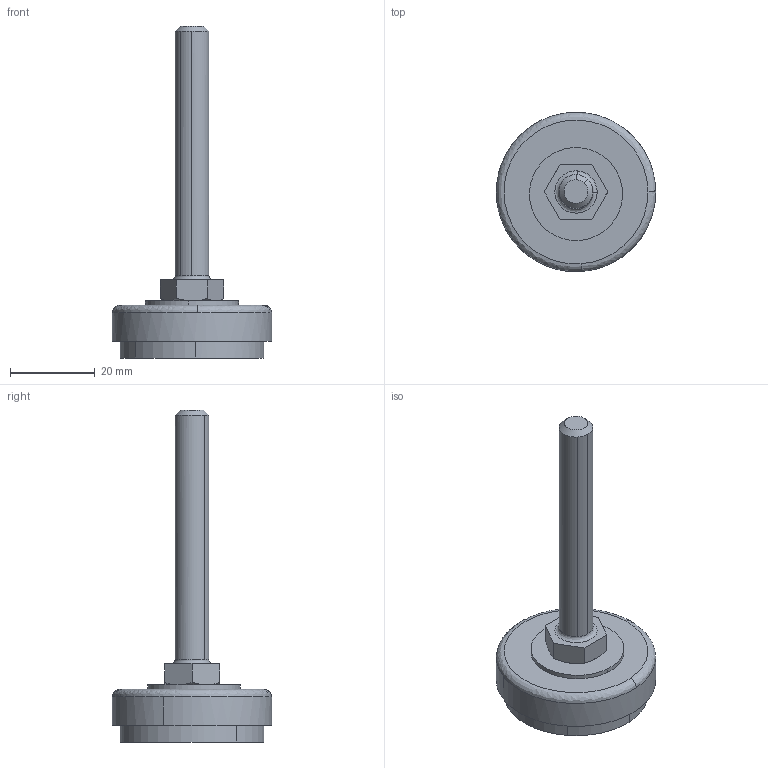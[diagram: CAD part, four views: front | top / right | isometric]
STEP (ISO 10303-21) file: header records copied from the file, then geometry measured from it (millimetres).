
FILE_DESCRIPTION((''),'2;1');
FILE_NAME('','2005-12-15T09:35:42',(''),(''),'','CADfix','');
FILE_SCHEMA(('AUTOMOTIVE_DESIGN'));
Length unit declared in the file: millimetre
Products named in the file (7): washer; rubber pad; retainer; cover; center core; bolt; TM_73W_3_5540_36
Assembly tree (6 placements, depth 2):
  TM_73W_3_5540_36
    washer
    rubber pad
    retainer
    cover
    center core
    bolt
Bounding box: 37.7 x 37.69 x 78.5 mm (x, y, z)
Volume: 15921.8 mm3; surface area: 12253.6 mm2
Topology: 6 solids, 6 shells, 117 faces, 358 edges, 262 vertices
Faces by surface type: bspline 117
Entity records: 4607 total; most frequent: CARTESIAN_POINT 2497, ORIENTED_EDGE 716, EDGE_CURVE 358, VERTEX_POINT 262, QUASI_UNIFORM_CURVE 136, EDGE_LOOP 134, FACE_OUTER_BOUND 117, ADVANCED_FACE 117
